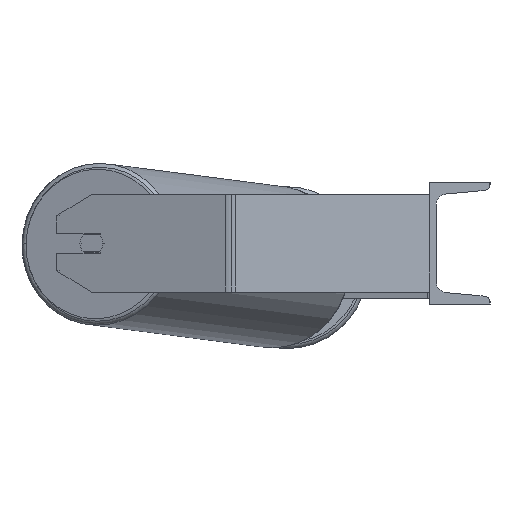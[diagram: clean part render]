
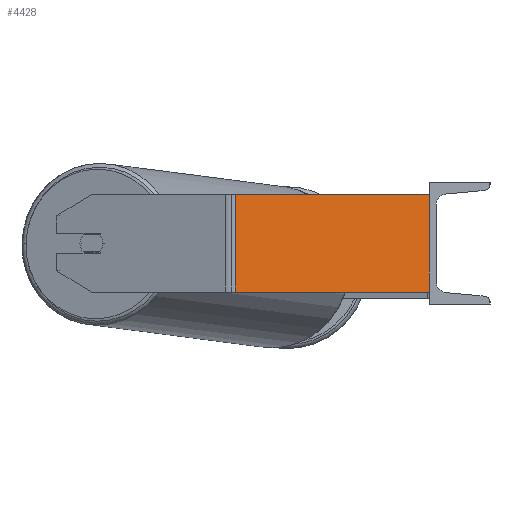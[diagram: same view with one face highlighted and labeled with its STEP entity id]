
A CAD part, left-side view. The second image highlights one B-rep face of the part: STEP entity #4428.
In plain terms, the highlighted planar face has unit normal (-0.985, -0.174, 0).
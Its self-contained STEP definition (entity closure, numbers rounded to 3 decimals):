
#62 = LINE ( 'NONE', #4871, #8762 ) ;
#316 = CARTESIAN_POINT ( 'NONE',  ( -713.091, 159.314, 40. ) ) ;
#448 = EDGE_CURVE ( 'NONE', #3151, #2019, #8027, .T. ) ;
#707 = DIRECTION ( 'NONE',  ( 0., 0., -1. ) ) ;
#839 = VECTOR ( 'NONE', #4195, 1000. ) ;
#910 = ORIENTED_EDGE ( 'NONE', *, *, #448, .T. ) ;
#1156 = CARTESIAN_POINT ( 'NONE',  ( -713.091, 159.314, 40. ) ) ;
#2019 = VERTEX_POINT ( 'NONE', #3499 ) ;
#2405 = VECTOR ( 'NONE', #3946, 1000. ) ;
#3151 = VERTEX_POINT ( 'NONE', #316 ) ;
#3169 = LINE ( 'NONE', #5344, #2405 ) ;
#3433 = AXIS2_PLACEMENT_3D ( 'NONE', #4021, #8054, #8194 ) ;
#3493 = CARTESIAN_POINT ( 'NONE',  ( -685., 0., 40. ) ) ;
#3499 = CARTESIAN_POINT ( 'NONE',  ( -713.091, 159.314, -40. ) ) ;
#3537 = EDGE_CURVE ( 'NONE', #2019, #7483, #3169, .T. ) ;
#3933 = EDGE_LOOP ( 'NONE', ( #6347, #8457, #5522, #910 ) ) ;
#3946 = DIRECTION ( 'NONE',  ( 0.174, -0.985, 0. ) ) ;
#4021 = CARTESIAN_POINT ( 'NONE',  ( -713.836, 163.536, 40. ) ) ;
#4195 = DIRECTION ( 'NONE',  ( 0.174, -0.985, 0. ) ) ;
#4428 = ADVANCED_FACE ( 'NONE', ( #5247 ), #4584, .F. ) ;
#4584 = PLANE ( 'NONE',  #3433 ) ;
#4871 = CARTESIAN_POINT ( 'NONE',  ( -685., 0., 40. ) ) ;
#4990 = CARTESIAN_POINT ( 'NONE',  ( -685., 0., -40. ) ) ;
#5247 = FACE_OUTER_BOUND ( 'NONE', #3933, .T. ) ;
#5344 = CARTESIAN_POINT ( 'NONE',  ( -713.836, 163.536, -40. ) ) ;
#5522 = ORIENTED_EDGE ( 'NONE', *, *, #8985, .F. ) ;
#5632 = LINE ( 'NONE', #7762, #839 ) ;
#5707 = EDGE_CURVE ( 'NONE', #7446, #7483, #62, .T. ) ;
#6347 = ORIENTED_EDGE ( 'NONE', *, *, #3537, .T. ) ;
#6832 = VECTOR ( 'NONE', #7430, 1000. ) ;
#7430 = DIRECTION ( 'NONE',  ( 0., 0., -1. ) ) ;
#7446 = VERTEX_POINT ( 'NONE', #3493 ) ;
#7483 = VERTEX_POINT ( 'NONE', #4990 ) ;
#7762 = CARTESIAN_POINT ( 'NONE',  ( -713.836, 163.536, 40. ) ) ;
#8027 = LINE ( 'NONE', #1156, #6832 ) ;
#8054 = DIRECTION ( 'NONE',  ( 0.985, 0.174, 0. ) ) ;
#8194 = DIRECTION ( 'NONE',  ( -0.174, 0.985, 0. ) ) ;
#8457 = ORIENTED_EDGE ( 'NONE', *, *, #5707, .F. ) ;
#8762 = VECTOR ( 'NONE', #707, 1000. ) ;
#8985 = EDGE_CURVE ( 'NONE', #3151, #7446, #5632, .T. ) ;
